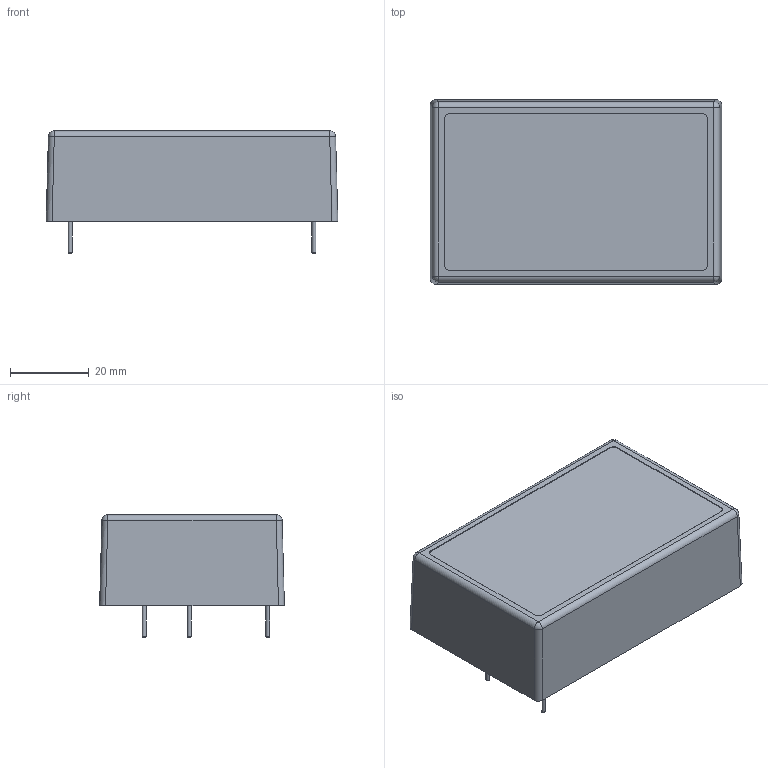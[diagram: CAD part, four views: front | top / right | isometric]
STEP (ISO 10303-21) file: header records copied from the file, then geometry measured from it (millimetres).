
FILE_DESCRIPTION(/* description */ (''),/* implementation_level */ '2;1');
FILE_NAME(/* name */ 'TMPW 50.stp',/* time_stamp */ '2021-02-03T13:43:41+08:00',/* author */ ('peter'),/* organization */ (''),/* preprocessor_version */ 'ST-DEVELOPER v15.2',/* originating_system */ 'Autodesk Inventor 2014',/* authorisation */ '');
FILE_SCHEMA (('AUTOMOTIVE_DESIGN { 1 0 10303 214 3 1 1 }'));
Length unit declared in the file: millimetre
Products named in the file (4): TOP CASE; BOT CASE; PIN _ 8 x 1 mm; TMPW 50
Bounding box: 74.2 x 47 x 31.1 mm (x, y, z)
Volume: 12708.4 mm3; surface area: 24181.7 mm2
Topology: 6 solids, 6 shells, 131 faces, 327 edges, 211 vertices
Faces by surface type: plane 89, cylinder 29, cone 5, sphere 4, torus 4
Full cylindrical faces by diameter (mm): 1 x4, 1.3 x5
Entity records: 3691 total; most frequent: CARTESIAN_POINT 631, DIRECTION 616, ORIENTED_EDGE 600, EDGE_CURVE 300, LINE 242, VECTOR 242, VERTEX_POINT 202, AXIS2_PLACEMENT_3D 187
